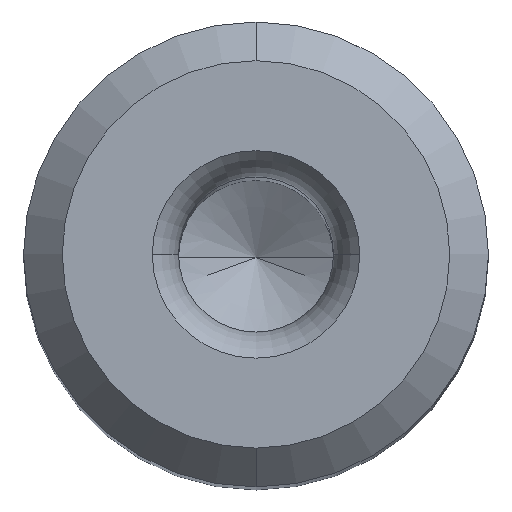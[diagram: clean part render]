
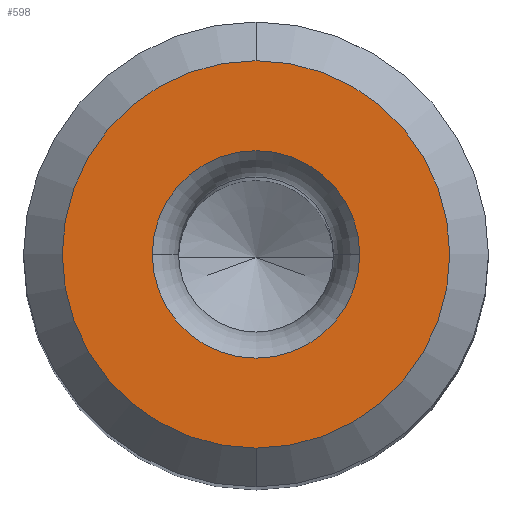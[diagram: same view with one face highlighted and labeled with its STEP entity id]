
A CAD part, top view. The second image highlights one B-rep face of the part: STEP entity #598.
In plain terms, the highlighted face is planar.
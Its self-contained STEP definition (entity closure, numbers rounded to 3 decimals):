
#236=CARTESIAN_POINT('',(0.,0.,0.));
#237=DIRECTION('',(0.,0.,1.));
#238=DIRECTION('',(0.,1.,0.));
#239=AXIS2_PLACEMENT_3D('',#236,#237,#238);
#244=CARTESIAN_POINT('',(0.,0.,0.));
#245=DIRECTION('',(0.,0.,-1.));
#246=DIRECTION('',(0.,1.,0.));
#247=AXIS2_PLACEMENT_3D('',#244,#245,#246);
#252=CARTESIAN_POINT('',(0.,0.,0.));
#253=DIRECTION('',(0.,0.,-1.));
#254=DIRECTION('',(1.,0.,0.));
#255=AXIS2_PLACEMENT_3D('',#252,#253,#254);
#260=CARTESIAN_POINT('',(0.,0.,0.));
#261=DIRECTION('',(0.,0.,-1.));
#262=DIRECTION('',(-1.,0.,0.));
#263=AXIS2_PLACEMENT_3D('',#260,#261,#262);
#372=CARTESIAN_POINT('',(2.677,0.,0.));
#373=CARTESIAN_POINT('',(-2.677,0.,0.));
#374=VERTEX_POINT('',#372);
#375=VERTEX_POINT('',#373);
#376=CARTESIAN_POINT('',(0.,5.,0.));
#378=VERTEX_POINT('',#376);
#380=CARTESIAN_POINT('',(0.,-5.,0.));
#382=VERTEX_POINT('',#380);
#583=CARTESIAN_POINT('',(0.,0.,0.));
#584=DIRECTION('',(0.,0.,-1.));
#585=DIRECTION('',(0.,-1.,0.));
#586=AXIS2_PLACEMENT_3D('',#583,#584,#585);
#587=PLANE('',#586);
#588=ORIENTED_EDGE('',*,*,#576,.F.);
#589=ORIENTED_EDGE('',*,*,#565,.T.);
#590=EDGE_LOOP('',(#588,#589));
#591=FACE_OUTER_BOUND('',#590,.F.);
#593=ORIENTED_EDGE('',*,*,#592,.T.);
#595=ORIENTED_EDGE('',*,*,#594,.T.);
#596=EDGE_LOOP('',(#593,#595));
#597=FACE_BOUND('',#596,.F.);
#598=ADVANCED_FACE('',(#591,#597),#587,.T.);
#240=CIRCLE('',#239,5.);
#248=CIRCLE('',#247,5.);
#256=CIRCLE('',#255,2.677);
#264=CIRCLE('',#263,2.677);
#565=EDGE_CURVE('',#378,#382,#240,.T.);
#576=EDGE_CURVE('',#378,#382,#248,.T.);
#592=EDGE_CURVE('',#374,#375,#256,.T.);
#594=EDGE_CURVE('',#375,#374,#264,.T.);
